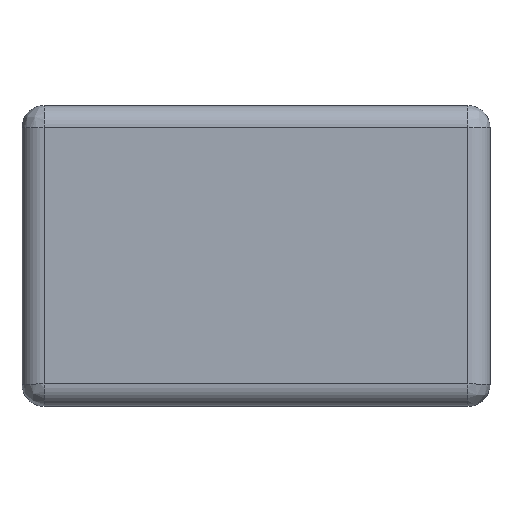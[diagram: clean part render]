
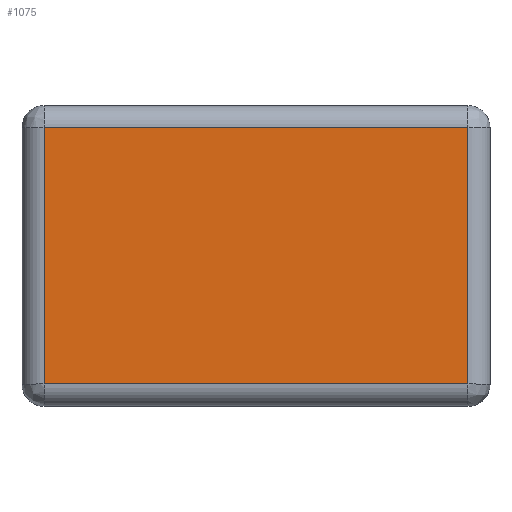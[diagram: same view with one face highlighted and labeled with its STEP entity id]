
A CAD part, top view. The second image highlights one B-rep face of the part: STEP entity #1075.
In plain terms, the highlighted planar face has unit normal (0, 0, 1).
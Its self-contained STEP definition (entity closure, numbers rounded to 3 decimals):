
#21 = LINE ( 'NONE', #198, #183 ) ;
#118 = VERTEX_POINT ( 'NONE', #460 ) ;
#143 = ORIENTED_EDGE ( 'NONE', *, *, #1007, .T. ) ;
#145 = FACE_OUTER_BOUND ( 'NONE', #911, .T. ) ;
#168 = CARTESIAN_POINT ( 'NONE',  ( -0.95, -0.575, 0.75 ) ) ;
#177 = CARTESIAN_POINT ( 'NONE',  ( 0.95, -0.575, 0.75 ) ) ;
#183 = VECTOR ( 'NONE', #989, 1000. ) ;
#198 = CARTESIAN_POINT ( 'NONE',  ( -0.95, -0.675, 0.75 ) ) ;
#204 = AXIS2_PLACEMENT_3D ( 'NONE', #993, #1093, #205 ) ;
#205 = DIRECTION ( 'NONE',  ( 1., 0., 0. ) ) ;
#317 = VERTEX_POINT ( 'NONE', #177 ) ;
#320 = ORIENTED_EDGE ( 'NONE', *, *, #1108, .T. ) ;
#344 = VECTOR ( 'NONE', #886, 1000. ) ;
#357 = CARTESIAN_POINT ( 'NONE',  ( -1.05, 0.575, 0.75 ) ) ;
#363 = LINE ( 'NONE', #790, #1098 ) ;
#372 = PLANE ( 'NONE',  #204 ) ;
#409 = EDGE_CURVE ( 'NONE', #622, #118, #495, .T. ) ;
#460 = CARTESIAN_POINT ( 'NONE',  ( -0.95, 0.575, 0.75 ) ) ;
#464 = CARTESIAN_POINT ( 'NONE',  ( -1.05, -0.575, 0.75 ) ) ;
#495 = LINE ( 'NONE', #357, #344 ) ;
#537 = DIRECTION ( 'NONE',  ( 1., 0., 0. ) ) ;
#558 = VECTOR ( 'NONE', #537, 1000. ) ;
#578 = CARTESIAN_POINT ( 'NONE',  ( 0.95, 0.575, 0.75 ) ) ;
#622 = VERTEX_POINT ( 'NONE', #578 ) ;
#759 = ORIENTED_EDGE ( 'NONE', *, *, #936, .T. ) ;
#790 = CARTESIAN_POINT ( 'NONE',  ( 0.95, -0.675, 0.75 ) ) ;
#878 = VERTEX_POINT ( 'NONE', #168 ) ;
#886 = DIRECTION ( 'NONE',  ( -1., 0., 0. ) ) ;
#887 = DIRECTION ( 'NONE',  ( 0., 1., 0. ) ) ;
#911 = EDGE_LOOP ( 'NONE', ( #1084, #320, #759, #143 ) ) ;
#936 = EDGE_CURVE ( 'NONE', #878, #317, #1014, .T. ) ;
#989 = DIRECTION ( 'NONE',  ( 0., -1., 0. ) ) ;
#993 = CARTESIAN_POINT ( 'NONE',  ( -1.05, -0.675, 0.75 ) ) ;
#1007 = EDGE_CURVE ( 'NONE', #317, #622, #363, .T. ) ;
#1014 = LINE ( 'NONE', #464, #558 ) ;
#1075 = ADVANCED_FACE ( 'NONE', ( #145 ), #372, .T. ) ;
#1084 = ORIENTED_EDGE ( 'NONE', *, *, #409, .T. ) ;
#1093 = DIRECTION ( 'NONE',  ( 0., 0., 1. ) ) ;
#1098 = VECTOR ( 'NONE', #887, 1000. ) ;
#1108 = EDGE_CURVE ( 'NONE', #118, #878, #21, .T. ) ;
